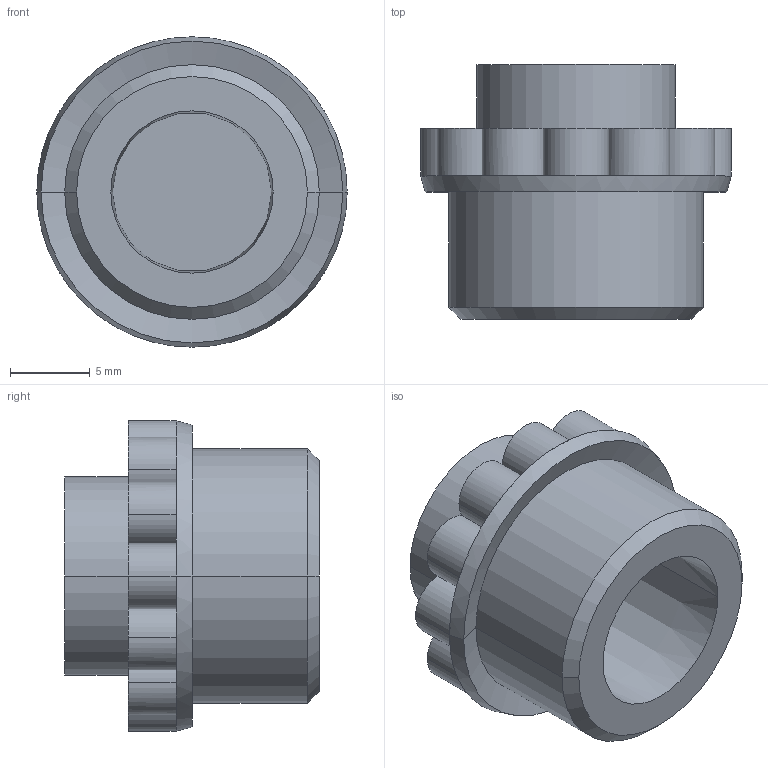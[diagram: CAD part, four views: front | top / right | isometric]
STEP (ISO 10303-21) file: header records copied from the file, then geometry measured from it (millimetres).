
FILE_DESCRIPTION(('CoCreate Modeling STEP Export'),'2;1');
FILE_NAME('2032380.stp','2016-07-12T11:39:34',(''),(''),'CoCreate Modeling STEP processor for AP214 (Solid Model)','CoCreate Modeling 16.00D 29-May-2009 (C) Parametric Technology GmbH','');
FILE_SCHEMA(('AUTOMOTIVE_DESIGN { 1 0 10303 214 1 1 1 1 }'));
Length unit declared in the file: millimetre
Products named in the file (1): Einschraubnippel.2.1
Bounding box: 19.5 x 16 x 19.5 mm (x, y, z)
Volume: 1968.2 mm3; surface area: 1911.2 mm2
Topology: 1 solids, 1 shells, 54 faces, 128 edges, 78 vertices
Faces by surface type: cylinder 30, plane 16, cone 8
Entity records: 1184 total; most frequent: ORIENTED_EDGE 256, CARTESIAN_POINT 173, DIRECTION 152, EDGE_CURVE 128, VERTEX_POINT 78, AXIS2_PLACEMENT_3D 57, EDGE_LOOP 56, FACE_OUTER_BOUND 54
